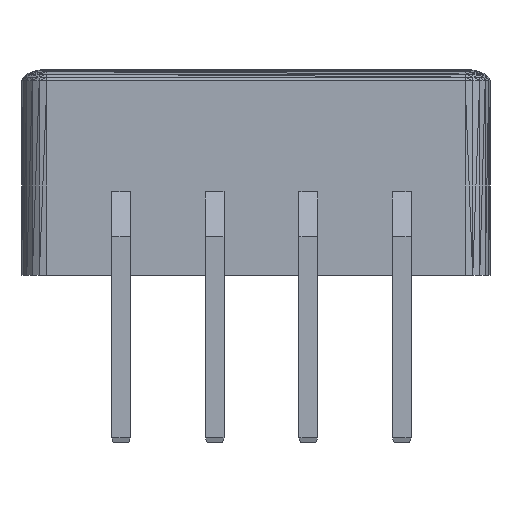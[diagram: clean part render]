
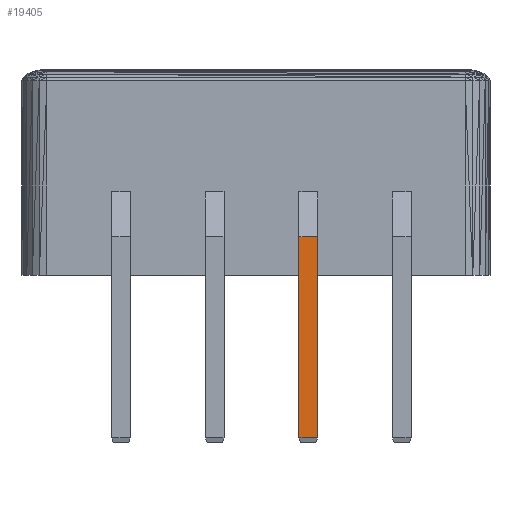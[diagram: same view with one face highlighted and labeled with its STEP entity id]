
A CAD part, left-side view. The second image highlights one B-rep face of the part: STEP entity #19405.
In plain terms, the highlighted planar face has unit normal (-1, 0, 0).
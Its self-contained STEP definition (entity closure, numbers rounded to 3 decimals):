
#16968 = PLANE('',#16969);
#16969 = AXIS2_PLACEMENT_3D('',#16970,#16971,#16972);
#16970 = CARTESIAN_POINT('',(-27.641,-426.695,
    -0.207));
#16971 = DIRECTION('',(0.,1.,0.));
#16972 = DIRECTION('',(0.,-0.,1.));
#17022 = PLANE('',#17023);
#17023 = AXIS2_PLACEMENT_3D('',#17024,#17025,#17026);
#17024 = CARTESIAN_POINT('',(-27.641,-427.195,
    -0.207));
#17025 = DIRECTION('',(0.,-1.,0.));
#17026 = DIRECTION('',(-1.,0.,0.));
#19098 = PLANE('',#19099);
#19099 = AXIS2_PLACEMENT_3D('',#19100,#19101,#19102);
#19100 = CARTESIAN_POINT('',(-28.131,-426.945,
    -3.897));
#19101 = DIRECTION('',(-0.937,0.,
    -0.35));
#19102 = DIRECTION('',(0.35,0.,-0.937));
#19216 = VERTEX_POINT('',#19217);
#19217 = CARTESIAN_POINT('',(-28.152,-426.695,
    -3.84));
#19240 = VERTEX_POINT('',#19241);
#19241 = CARTESIAN_POINT('',(-28.152,-427.195,
    -3.84));
#19262 = EDGE_CURVE('',#19240,#19216,#19263,.T.);
#19263 = SURFACE_CURVE('',#19264,(#19268,#19275),.PCURVE_S1.);
#19264 = LINE('',#19265,#19266);
#19265 = CARTESIAN_POINT('',(-28.152,-427.195,
    -3.84));
#19266 = VECTOR('',#19267,1.);
#19267 = DIRECTION('',(0.,1.,0.));
#19268 = PCURVE('',#19098,#19269);
#19269 = DEFINITIONAL_REPRESENTATION('',(#19270),#19274);
#19270 = LINE('',#19271,#19272);
#19271 = CARTESIAN_POINT('',(-0.06,0.25));
#19272 = VECTOR('',#19273,1.);
#19273 = DIRECTION('',(0.,-1.));
#19274 = ( GEOMETRIC_REPRESENTATION_CONTEXT(2) 
PARAMETRIC_REPRESENTATION_CONTEXT() REPRESENTATION_CONTEXT('2D SPACE',''
  ) );
#19275 = PCURVE('',#19276,#19281);
#19276 = PLANE('',#19277);
#19277 = AXIS2_PLACEMENT_3D('',#19278,#19279,#19280);
#19278 = CARTESIAN_POINT('',(-28.152,-426.945,
    -1.152));
#19279 = DIRECTION('',(-1.,0.,
    0.));
#19280 = DIRECTION('',(0.,0.,-1.));
#19281 = DEFINITIONAL_REPRESENTATION('',(#19282),#19286);
#19282 = LINE('',#19283,#19284);
#19283 = CARTESIAN_POINT('',(2.689,0.25));
#19284 = VECTOR('',#19285,1.);
#19285 = DIRECTION('',(0.,-1.));
#19286 = ( GEOMETRIC_REPRESENTATION_CONTEXT(2) 
PARAMETRIC_REPRESENTATION_CONTEXT() REPRESENTATION_CONTEXT('2D SPACE',''
  ) );
#19405 = ADVANCED_FACE('',(#19406),#19276,.T.);
#19406 = FACE_BOUND('',#19407,.T.);
#19407 = EDGE_LOOP('',(#19408,#19431,#19432,#19455));
#19408 = ORIENTED_EDGE('',*,*,#19409,.T.);
#19409 = EDGE_CURVE('',#19410,#19216,#19412,.T.);
#19410 = VERTEX_POINT('',#19411);
#19411 = CARTESIAN_POINT('',(-28.152,-426.695,
    1.537));
#19412 = SURFACE_CURVE('',#19413,(#19417,#19424),.PCURVE_S1.);
#19413 = LINE('',#19414,#19415);
#19414 = CARTESIAN_POINT('',(-28.152,-426.695,
    1.537));
#19415 = VECTOR('',#19416,1.);
#19416 = DIRECTION('',(0.,0.,-1.));
#19417 = PCURVE('',#19276,#19418);
#19418 = DEFINITIONAL_REPRESENTATION('',(#19419),#19423);
#19419 = LINE('',#19420,#19421);
#19420 = CARTESIAN_POINT('',(-2.689,-0.25));
#19421 = VECTOR('',#19422,1.);
#19422 = DIRECTION('',(1.,0.));
#19423 = ( GEOMETRIC_REPRESENTATION_CONTEXT(2) 
PARAMETRIC_REPRESENTATION_CONTEXT() REPRESENTATION_CONTEXT('2D SPACE',''
  ) );
#19424 = PCURVE('',#16968,#19425);
#19425 = DEFINITIONAL_REPRESENTATION('',(#19426),#19430);
#19426 = LINE('',#19427,#19428);
#19427 = CARTESIAN_POINT('',(1.744,-0.512));
#19428 = VECTOR('',#19429,1.);
#19429 = DIRECTION('',(-1.,0.));
#19430 = ( GEOMETRIC_REPRESENTATION_CONTEXT(2) 
PARAMETRIC_REPRESENTATION_CONTEXT() REPRESENTATION_CONTEXT('2D SPACE',''
  ) );
#19431 = ORIENTED_EDGE('',*,*,#19262,.F.);
#19432 = ORIENTED_EDGE('',*,*,#19433,.F.);
#19433 = EDGE_CURVE('',#19434,#19240,#19436,.T.);
#19434 = VERTEX_POINT('',#19435);
#19435 = CARTESIAN_POINT('',(-28.152,-427.195,
    1.537));
#19436 = SURFACE_CURVE('',#19437,(#19441,#19448),.PCURVE_S1.);
#19437 = LINE('',#19438,#19439);
#19438 = CARTESIAN_POINT('',(-28.152,-427.195,
    1.537));
#19439 = VECTOR('',#19440,1.);
#19440 = DIRECTION('',(0.,0.,-1.));
#19441 = PCURVE('',#19276,#19442);
#19442 = DEFINITIONAL_REPRESENTATION('',(#19443),#19447);
#19443 = LINE('',#19444,#19445);
#19444 = CARTESIAN_POINT('',(-2.689,0.25));
#19445 = VECTOR('',#19446,1.);
#19446 = DIRECTION('',(1.,0.));
#19447 = ( GEOMETRIC_REPRESENTATION_CONTEXT(2) 
PARAMETRIC_REPRESENTATION_CONTEXT() REPRESENTATION_CONTEXT('2D SPACE',''
  ) );
#19448 = PCURVE('',#17022,#19449);
#19449 = DEFINITIONAL_REPRESENTATION('',(#19450),#19454);
#19450 = LINE('',#19451,#19452);
#19451 = CARTESIAN_POINT('',(0.512,-1.744));
#19452 = VECTOR('',#19453,1.);
#19453 = DIRECTION('',(0.,1.));
#19454 = ( GEOMETRIC_REPRESENTATION_CONTEXT(2) 
PARAMETRIC_REPRESENTATION_CONTEXT() REPRESENTATION_CONTEXT('2D SPACE',''
  ) );
#19455 = ORIENTED_EDGE('',*,*,#19456,.T.);
#19456 = EDGE_CURVE('',#19434,#19410,#19457,.T.);
#19457 = SURFACE_CURVE('',#19458,(#19462,#19469),.PCURVE_S1.);
#19458 = LINE('',#19459,#19460);
#19459 = CARTESIAN_POINT('',(-28.152,-427.195,
    1.537));
#19460 = VECTOR('',#19461,1.);
#19461 = DIRECTION('',(0.,1.,0.));
#19462 = PCURVE('',#19276,#19463);
#19463 = DEFINITIONAL_REPRESENTATION('',(#19464),#19468);
#19464 = LINE('',#19465,#19466);
#19465 = CARTESIAN_POINT('',(-2.689,0.25));
#19466 = VECTOR('',#19467,1.);
#19467 = DIRECTION('',(0.,-1.));
#19468 = ( GEOMETRIC_REPRESENTATION_CONTEXT(2) 
PARAMETRIC_REPRESENTATION_CONTEXT() REPRESENTATION_CONTEXT('2D SPACE',''
  ) );
#19469 = PCURVE('',#19470,#19475);
#19470 = PLANE('',#19471);
#19471 = AXIS2_PLACEMENT_3D('',#19472,#19473,#19474);
#19472 = CARTESIAN_POINT('',(-27.616,-426.945,
    2.134));
#19473 = DIRECTION('',(-0.743,-0.,0.669));
#19474 = DIRECTION('',(-0.669,0.,-0.743));
#19475 = DEFINITIONAL_REPRESENTATION('',(#19476),#19480);
#19476 = LINE('',#19477,#19478);
#19477 = CARTESIAN_POINT('',(0.803,0.25));
#19478 = VECTOR('',#19479,1.);
#19479 = DIRECTION('',(0.,-1.));
#19480 = ( GEOMETRIC_REPRESENTATION_CONTEXT(2) 
PARAMETRIC_REPRESENTATION_CONTEXT() REPRESENTATION_CONTEXT('2D SPACE',''
  ) );
